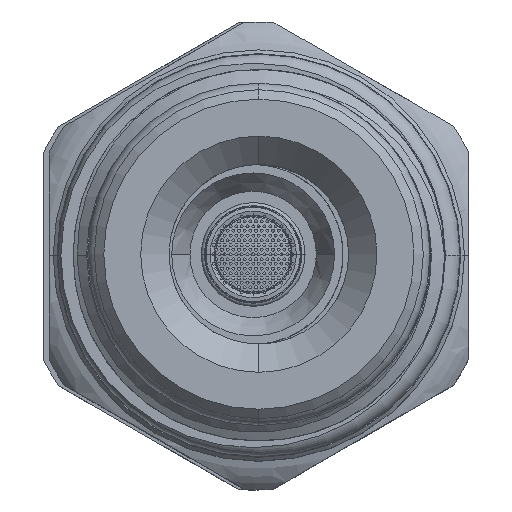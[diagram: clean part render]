
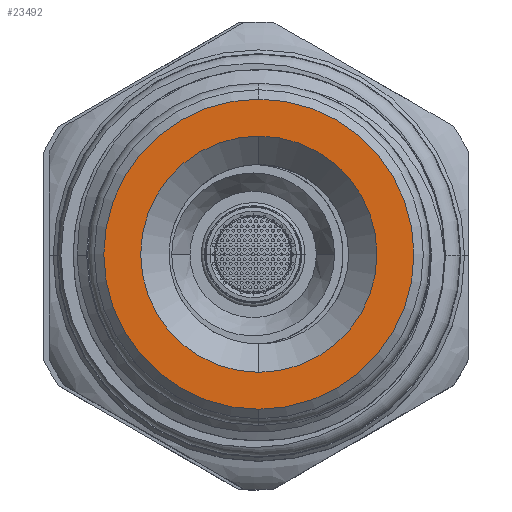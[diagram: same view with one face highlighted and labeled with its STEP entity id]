
A CAD part, top view. The second image highlights one B-rep face of the part: STEP entity #23492.
In plain terms, the highlighted planar face has unit normal (0, 0, 1).
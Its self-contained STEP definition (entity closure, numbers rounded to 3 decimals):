
#3789 = CARTESIAN_POINT ( 'NONE',  ( 0.301, 0., 45.202 ) ) ;
#3791 = DIRECTION ( 'NONE',  ( 0., 0., 1. ) ) ;
#3794 = DIRECTION ( 'NONE',  ( 0., 1., 0. ) ) ;
#3824 = CARTESIAN_POINT ( 'NONE',  ( 0.301, 0., 45.202 ) ) ;
#3827 = DIRECTION ( 'NONE',  ( 0., 0., 1. ) ) ;
#3830 = DIRECTION ( 'NONE',  ( 0., -1., 0. ) ) ;
#14353 = CIRCLE ( 'NONE', #90715, 8.225 ) ;
#14360 = CIRCLE ( 'NONE', #90714, 6.265 ) ;
#15732 = CARTESIAN_POINT ( 'NONE',  ( 0.301, 6.265, 45.202 ) ) ;
#15797 = CARTESIAN_POINT ( 'NONE',  ( 0.301, -8.225, 45.202 ) ) ;
#15911 = CARTESIAN_POINT ( 'NONE',  ( 0.301, 8.225, 45.202 ) ) ;
#16055 = CARTESIAN_POINT ( 'NONE',  ( 0.301, -6.265, 45.202 ) ) ;
#23492 = ADVANCED_FACE ( 'NONE', ( #50831, #50849 ), #88713, .F. ) ;
#36354 = EDGE_CURVE ( 'NONE', #59837, #60340, #14360, .T. ) ;
#36355 = EDGE_CURVE ( 'NONE', #59978, #60184, #14353, .T. ) ;
#39945 = EDGE_CURVE ( 'NONE', #60340, #59837, #83773, .T. ) ;
#39952 = EDGE_CURVE ( 'NONE', #60184, #59978, #83795, .T. ) ;
#40519 = ORIENTED_EDGE ( 'NONE', *, *, #39945, .F. ) ;
#40521 = ORIENTED_EDGE ( 'NONE', *, *, #36354, .F. ) ;
#40523 = ORIENTED_EDGE ( 'NONE', *, *, #39952, .T. ) ;
#40525 = ORIENTED_EDGE ( 'NONE', *, *, #36355, .T. ) ;
#42136 = AXIS2_PLACEMENT_3D ( 'NONE', #88715, #88719, #88720 ) ;
#43247 = CARTESIAN_POINT ( 'NONE',  ( 0.301, 0., 45.202 ) ) ;
#43248 = DIRECTION ( 'NONE',  ( 0., 0., 1. ) ) ;
#43249 = DIRECTION ( 'NONE',  ( 0., 1., 0. ) ) ;
#43250 = CARTESIAN_POINT ( 'NONE',  ( 0.301, 0., 45.202 ) ) ;
#43251 = DIRECTION ( 'NONE',  ( 0., 0., 1. ) ) ;
#43252 = DIRECTION ( 'NONE',  ( 0., -1., 0. ) ) ;
#50831 = FACE_OUTER_BOUND ( 'NONE', #59032, .T. ) ;
#50849 = FACE_BOUND ( 'NONE', #59379, .T. ) ;
#59032 = EDGE_LOOP ( 'NONE', ( #40525, #40523 ) ) ;
#59379 = EDGE_LOOP ( 'NONE', ( #40521, #40519 ) ) ;
#59837 = VERTEX_POINT ( 'NONE', #15732 ) ;
#59978 = VERTEX_POINT ( 'NONE', #15797 ) ;
#60184 = VERTEX_POINT ( 'NONE', #15911 ) ;
#60340 = VERTEX_POINT ( 'NONE', #16055 ) ;
#83773 = CIRCLE ( 'NONE', #90827, 6.265 ) ;
#83795 = CIRCLE ( 'NONE', #90828, 8.225 ) ;
#88713 = PLANE ( 'NONE',  #42136 ) ;
#88715 = CARTESIAN_POINT ( 'NONE',  ( 0.301, 0., 45.202 ) ) ;
#88719 = DIRECTION ( 'NONE',  ( 0., 0., -1. ) ) ;
#88720 = DIRECTION ( 'NONE',  ( 0., -1., 0. ) ) ;
#90714 = AXIS2_PLACEMENT_3D ( 'NONE', #43247, #43248, #43249 ) ;
#90715 = AXIS2_PLACEMENT_3D ( 'NONE', #43250, #43251, #43252 ) ;
#90827 = AXIS2_PLACEMENT_3D ( 'NONE', #3789, #3791, #3794 ) ;
#90828 = AXIS2_PLACEMENT_3D ( 'NONE', #3824, #3827, #3830 ) ;
